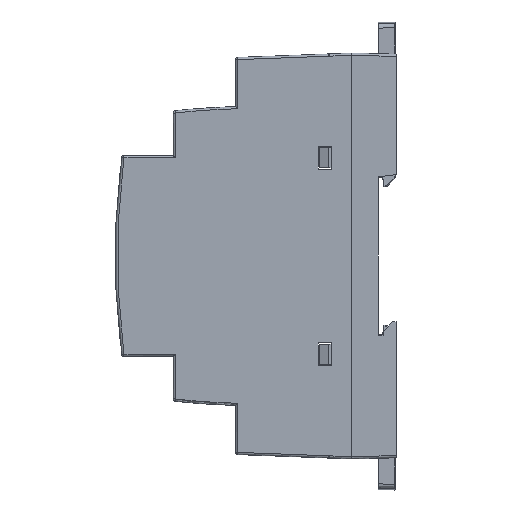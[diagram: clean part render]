
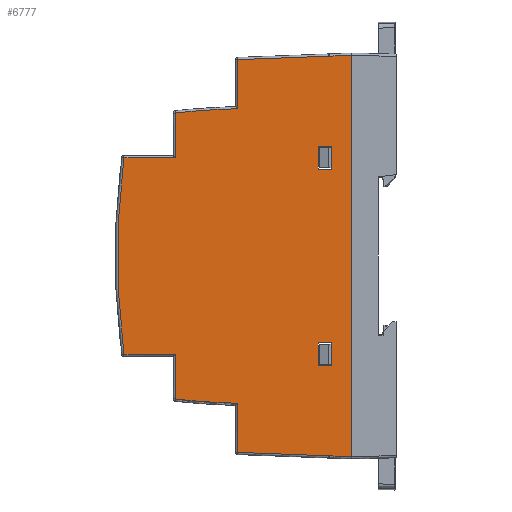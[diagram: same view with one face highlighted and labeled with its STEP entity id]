
A CAD part, left-side view. The second image highlights one B-rep face of the part: STEP entity #6777.
In plain terms, the highlighted planar face has unit normal (-1, 0, 0).
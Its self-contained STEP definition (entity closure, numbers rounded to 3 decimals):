
#141=DIRECTION('',(0.,0.,-1.));
#142=VECTOR('',#141,89.999);
#143=CARTESIAN_POINT('',(-9.,0.,45.));
#144=LINE('',#143,#142);
#149=DIRECTION('',(0.,-0.999,-0.04));
#150=VECTOR('',#149,4.889);
#151=CARTESIAN_POINT('',(-9.,4.885,-44.804));
#152=LINE('',#151,#150);
#156=CARTESIAN_POINT('',(-9.,8.902,-145.224));
#157=DIRECTION('',(1.,0.,0.));
#158=DIRECTION('',(0.,-0.038,0.999));
#159=AXIS2_PLACEMENT_3D('',#156,#157,#158);
#164=DIRECTION('',(0.,-0.999,-0.038));
#165=VECTOR('',#164,20.439);
#166=CARTESIAN_POINT('',(-9.,25.5,-44.019));
#167=LINE('',#166,#165);
#171=DIRECTION('',(0.,0.,-1.));
#172=VECTOR('',#171,11.007);
#173=CARTESIAN_POINT('',(-9.,25.5,-33.011));
#174=LINE('',#173,#172);
#178=CARTESIAN_POINT('',(-9.,22.325,116.455));
#179=DIRECTION('',(-1.,0.,0.));
#180=DIRECTION('',(0.,0.115,-0.993));
#181=AXIS2_PLACEMENT_3D('',#178,#179,#180);
#186=DIRECTION('',(0.,0.,-1.));
#187=VECTOR('',#186,10.055);
#188=CARTESIAN_POINT('',(-9.,39.5,-22.));
#189=LINE('',#188,#187);
#193=DIRECTION('',(0.,-1.,0.));
#194=VECTOR('',#193,11.531);
#195=CARTESIAN_POINT('',(-9.,51.031,-22.));
#196=LINE('',#195,#194);
#200=CARTESIAN_POINT('',(-9.,-113.,0.));
#201=DIRECTION('',(-1.,0.,0.));
#202=DIRECTION('',(0.,0.991,0.133));
#203=AXIS2_PLACEMENT_3D('',#200,#201,#202);
#208=DIRECTION('',(0.,1.,0.));
#209=VECTOR('',#208,11.531);
#210=CARTESIAN_POINT('',(-9.,39.5,22.));
#211=LINE('',#210,#209);
#215=DIRECTION('',(0.,0.,-1.));
#216=VECTOR('',#215,10.055);
#217=CARTESIAN_POINT('',(-9.,39.5,32.055));
#218=LINE('',#217,#216);
#222=CARTESIAN_POINT('',(-9.,22.325,-116.455));
#223=DIRECTION('',(-1.,0.,0.));
#224=DIRECTION('',(0.,0.021,1.));
#225=AXIS2_PLACEMENT_3D('',#222,#223,#224);
#230=DIRECTION('',(0.,0.,-1.));
#231=VECTOR('',#230,11.007);
#232=CARTESIAN_POINT('',(-9.,25.5,44.019));
#233=LINE('',#232,#231);
#237=DIRECTION('',(0.,0.999,-0.038));
#238=VECTOR('',#237,20.439);
#239=CARTESIAN_POINT('',(-9.,5.076,44.797));
#240=LINE('',#239,#238);
#244=CARTESIAN_POINT('',(-9.,8.902,145.224));
#245=DIRECTION('',(1.,0.,0.));
#246=DIRECTION('',(0.,-0.04,-0.999));
#247=AXIS2_PLACEMENT_3D('',#244,#245,#246);
#252=DIRECTION('',(0.,0.999,-0.04));
#253=VECTOR('',#252,4.889);
#254=CARTESIAN_POINT('',(-9.,0.,45.));
#255=LINE('',#254,#253);
#259=DIRECTION('',(0.,-1.,0.));
#260=VECTOR('',#259,3.);
#261=CARTESIAN_POINT('',(-9.,7.5,-19.5));
#262=LINE('',#261,#260);
#266=DIRECTION('',(0.,0.,1.));
#267=VECTOR('',#266,5.);
#268=CARTESIAN_POINT('',(-9.,7.5,-24.5));
#269=LINE('',#268,#267);
#273=DIRECTION('',(0.,1.,0.));
#274=VECTOR('',#273,3.);
#275=CARTESIAN_POINT('',(-9.,4.5,-24.5));
#276=LINE('',#275,#274);
#280=DIRECTION('',(0.,0.,-1.));
#281=VECTOR('',#280,5.);
#282=CARTESIAN_POINT('',(-9.,4.5,-19.5));
#283=LINE('',#282,#281);
#287=DIRECTION('',(0.,0.,1.));
#288=VECTOR('',#287,5.);
#289=CARTESIAN_POINT('',(-9.,7.5,19.5));
#290=LINE('',#289,#288);
#294=DIRECTION('',(0.,1.,0.));
#295=VECTOR('',#294,3.);
#296=CARTESIAN_POINT('',(-9.,4.5,19.5));
#297=LINE('',#296,#295);
#301=DIRECTION('',(0.,0.,-1.));
#302=VECTOR('',#301,5.);
#303=CARTESIAN_POINT('',(-9.,4.5,24.5));
#304=LINE('',#303,#302);
#308=DIRECTION('',(0.,-1.,0.));
#309=VECTOR('',#308,3.);
#310=CARTESIAN_POINT('',(-9.,7.5,24.5));
#311=LINE('',#310,#309);
#5734=CARTESIAN_POINT('',(-9.,0.,45.));
#5735=CARTESIAN_POINT('',(-9.,0.,-45.));
#5736=VERTEX_POINT('',#5734);
#5737=VERTEX_POINT('',#5735);
#5810=CARTESIAN_POINT('',(-9.,25.5,44.019));
#5811=CARTESIAN_POINT('',(-9.,25.5,33.011));
#5812=VERTEX_POINT('',#5810);
#5813=VERTEX_POINT('',#5811);
#5816=CARTESIAN_POINT('',(-9.,5.076,44.797));
#5817=VERTEX_POINT('',#5816);
#5820=CARTESIAN_POINT('',(-9.,39.5,32.055));
#5821=VERTEX_POINT('',#5820);
#5828=CARTESIAN_POINT('',(-9.,39.5,22.));
#5829=VERTEX_POINT('',#5828);
#5830=CARTESIAN_POINT('',(-9.,51.031,22.));
#5831=VERTEX_POINT('',#5830);
#5838=CARTESIAN_POINT('',(-9.,51.031,-22.));
#5839=CARTESIAN_POINT('',(-9.,39.5,-22.));
#5840=VERTEX_POINT('',#5838);
#5841=VERTEX_POINT('',#5839);
#5846=CARTESIAN_POINT('',(-9.,39.5,-32.055));
#5847=CARTESIAN_POINT('',(-9.,25.5,-33.011));
#5848=VERTEX_POINT('',#5846);
#5849=VERTEX_POINT('',#5847);
#5852=CARTESIAN_POINT('',(-9.,25.5,-44.019));
#5853=VERTEX_POINT('',#5852);
#5858=CARTESIAN_POINT('',(-9.,5.076,-44.797));
#5859=VERTEX_POINT('',#5858);
#5866=CARTESIAN_POINT('',(-9.,4.885,-44.804));
#5868=VERTEX_POINT('',#5866);
#5874=CARTESIAN_POINT('',(-9.,4.885,44.804));
#5875=VERTEX_POINT('',#5874);
#5994=CARTESIAN_POINT('',(-9.,7.5,-19.5));
#5995=CARTESIAN_POINT('',(-9.,4.5,-19.5));
#5996=VERTEX_POINT('',#5994);
#5997=VERTEX_POINT('',#5995);
#5998=CARTESIAN_POINT('',(-9.,4.5,-24.5));
#5999=VERTEX_POINT('',#5998);
#6000=CARTESIAN_POINT('',(-9.,7.5,-24.5));
#6001=VERTEX_POINT('',#6000);
#6002=CARTESIAN_POINT('',(-9.,7.5,19.5));
#6003=CARTESIAN_POINT('',(-9.,7.5,24.5));
#6004=VERTEX_POINT('',#6002);
#6005=VERTEX_POINT('',#6003);
#6006=CARTESIAN_POINT('',(-9.,4.5,24.5));
#6007=VERTEX_POINT('',#6006);
#6008=CARTESIAN_POINT('',(-9.,4.5,19.5));
#6009=VERTEX_POINT('',#6008);
#6718=CARTESIAN_POINT('',(-9.,0.,0.));
#6719=DIRECTION('',(1.,0.,0.));
#6720=DIRECTION('',(0.,0.,-1.));
#6721=AXIS2_PLACEMENT_3D('',#6718,#6719,#6720);
#6722=PLANE('',#6721);
#6724=ORIENTED_EDGE('',*,*,#6723,.T.);
#6726=ORIENTED_EDGE('',*,*,#6725,.F.);
#6728=ORIENTED_EDGE('',*,*,#6727,.F.);
#6730=ORIENTED_EDGE('',*,*,#6729,.F.);
#6732=ORIENTED_EDGE('',*,*,#6731,.F.);
#6734=ORIENTED_EDGE('',*,*,#6733,.F.);
#6736=ORIENTED_EDGE('',*,*,#6735,.F.);
#6738=ORIENTED_EDGE('',*,*,#6737,.F.);
#6740=ORIENTED_EDGE('',*,*,#6739,.F.);
#6742=ORIENTED_EDGE('',*,*,#6741,.F.);
#6744=ORIENTED_EDGE('',*,*,#6743,.F.);
#6746=ORIENTED_EDGE('',*,*,#6745,.F.);
#6748=ORIENTED_EDGE('',*,*,#6747,.F.);
#6750=ORIENTED_EDGE('',*,*,#6749,.F.);
#6752=ORIENTED_EDGE('',*,*,#6751,.F.);
#6754=ORIENTED_EDGE('',*,*,#6753,.F.);
#6755=EDGE_LOOP('',(#6724,#6726,#6728,#6730,#6732,#6734,#6736,#6738,#6740,#6742,
#6744,#6746,#6748,#6750,#6752,#6754));
#6756=FACE_OUTER_BOUND('',#6755,.F.);
#6758=ORIENTED_EDGE('',*,*,#6757,.F.);
#6760=ORIENTED_EDGE('',*,*,#6759,.F.);
#6762=ORIENTED_EDGE('',*,*,#6761,.F.);
#6764=ORIENTED_EDGE('',*,*,#6763,.F.);
#6765=EDGE_LOOP('',(#6758,#6760,#6762,#6764));
#6766=FACE_BOUND('',#6765,.F.);
#6768=ORIENTED_EDGE('',*,*,#6767,.F.);
#6770=ORIENTED_EDGE('',*,*,#6769,.F.);
#6772=ORIENTED_EDGE('',*,*,#6771,.F.);
#6774=ORIENTED_EDGE('',*,*,#6773,.F.);
#6775=EDGE_LOOP('',(#6768,#6770,#6772,#6774));
#6776=FACE_BOUND('',#6775,.F.);
#160=CIRCLE('',#159,100.5);
#182=CIRCLE('',#181,149.5);
#204=CIRCLE('',#203,165.5);
#226=CIRCLE('',#225,149.5);
#248=CIRCLE('',#247,100.5);
#6723=EDGE_CURVE('',#5736,#5737,#144,.T.);
#6725=EDGE_CURVE('',#5868,#5737,#152,.T.);
#6727=EDGE_CURVE('',#5859,#5868,#160,.T.);
#6729=EDGE_CURVE('',#5853,#5859,#167,.T.);
#6731=EDGE_CURVE('',#5849,#5853,#174,.T.);
#6733=EDGE_CURVE('',#5848,#5849,#182,.T.);
#6735=EDGE_CURVE('',#5841,#5848,#189,.T.);
#6737=EDGE_CURVE('',#5840,#5841,#196,.T.);
#6739=EDGE_CURVE('',#5831,#5840,#204,.T.);
#6741=EDGE_CURVE('',#5829,#5831,#211,.T.);
#6743=EDGE_CURVE('',#5821,#5829,#218,.T.);
#6745=EDGE_CURVE('',#5813,#5821,#226,.T.);
#6747=EDGE_CURVE('',#5812,#5813,#233,.T.);
#6749=EDGE_CURVE('',#5817,#5812,#240,.T.);
#6751=EDGE_CURVE('',#5875,#5817,#248,.T.);
#6753=EDGE_CURVE('',#5736,#5875,#255,.T.);
#6757=EDGE_CURVE('',#5996,#5997,#262,.T.);
#6759=EDGE_CURVE('',#6001,#5996,#269,.T.);
#6761=EDGE_CURVE('',#5999,#6001,#276,.T.);
#6763=EDGE_CURVE('',#5997,#5999,#283,.T.);
#6767=EDGE_CURVE('',#6004,#6005,#290,.T.);
#6769=EDGE_CURVE('',#6009,#6004,#297,.T.);
#6771=EDGE_CURVE('',#6007,#6009,#304,.T.);
#6773=EDGE_CURVE('',#6005,#6007,#311,.T.);
#6777=ADVANCED_FACE('',(#6756,#6766,#6776),#6722,.F.);
